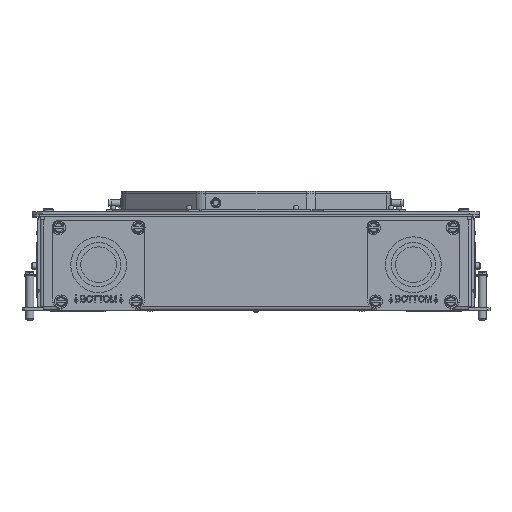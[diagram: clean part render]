
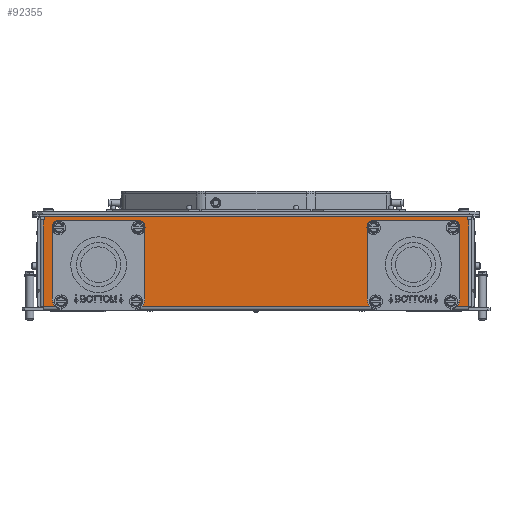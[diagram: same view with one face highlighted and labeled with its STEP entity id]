
A CAD part, top view. The second image highlights one B-rep face of the part: STEP entity #92355.
In plain terms, the highlighted planar face has unit normal (0, 0, 1).
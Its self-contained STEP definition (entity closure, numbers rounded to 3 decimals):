
#6936=CIRCLE('',#98312,0.156);
#6938=CIRCLE('',#98315,0.156);
#6941=CIRCLE('',#98319,0.35);
#6943=CIRCLE('',#98322,0.35);
#7067=CIRCLE('',#98616,0.35);
#7068=CIRCLE('',#98617,0.35);
#7069=CIRCLE('',#98618,0.156);
#7070=CIRCLE('',#98619,0.156);
#11959=FACE_OUTER_BOUND('',#17251,.T.);
#17251=EDGE_LOOP('',(#81112,#81113,#81114,#81115,#81116,#81117,#81118,#81119,
#81120,#81121,#81122,#81123,#81124,#81125,#81126,#81127,#81128,#81129,#81130,
#81131,#81132,#81133,#81134,#81135));
#23261=LINE('',#152760,#31666);
#23611=LINE('',#154775,#32016);
#23613=LINE('',#154778,#32018);
#23614=LINE('',#154783,#32019);
#23616=LINE('',#154787,#32021);
#23618=LINE('',#154790,#32023);
#23621=LINE('',#154797,#32026);
#24510=LINE('',#159567,#32915);
#24513=LINE('',#159572,#32918);
#24514=LINE('',#159576,#32919);
#25486=LINE('',#165061,#33891);
#25495=LINE('',#165076,#33900);
#25497=LINE('',#165079,#33902);
#25622=LINE('',#165574,#34027);
#25623=LINE('',#165578,#34028);
#25624=LINE('',#165581,#34029);
#31666=VECTOR('',#110005,0.394);
#32016=VECTOR('',#111127,0.394);
#32018=VECTOR('',#111131,0.394);
#32019=VECTOR('',#111136,0.394);
#32021=VECTOR('',#111138,0.394);
#32023=VECTOR('',#111140,0.394);
#32026=VECTOR('',#111151,0.394);
#32915=VECTOR('',#114044,0.394);
#32918=VECTOR('',#114049,0.394);
#32919=VECTOR('',#114056,0.394);
#33891=VECTOR('',#117210,0.394);
#33900=VECTOR('',#117223,0.394);
#33902=VECTOR('',#117227,0.394);
#34027=VECTOR('',#117782,0.394);
#34028=VECTOR('',#117785,0.394);
#34029=VECTOR('',#117788,0.394);
#39937=VERTEX_POINT('',#151451);
#39938=VERTEX_POINT('',#151455);
#40231=VERTEX_POINT('',#152757);
#40232=VERTEX_POINT('',#152759);
#40703=VERTEX_POINT('',#154774);
#40704=VERTEX_POINT('',#154780);
#40705=VERTEX_POINT('',#154782);
#40706=VERTEX_POINT('',#154784);
#40707=VERTEX_POINT('',#154786);
#40708=VERTEX_POINT('',#154788);
#41795=VERTEX_POINT('',#159566);
#41796=VERTEX_POINT('',#159570);
#42765=VERTEX_POINT('',#163945);
#42766=VERTEX_POINT('',#163947);
#42769=VERTEX_POINT('',#163954);
#42770=VERTEX_POINT('',#163956);
#42774=VERTEX_POINT('',#163966);
#42777=VERTEX_POINT('',#163973);
#43071=VERTEX_POINT('',#165569);
#43072=VERTEX_POINT('',#165571);
#43073=VERTEX_POINT('',#165573);
#43074=VERTEX_POINT('',#165575);
#43075=VERTEX_POINT('',#165577);
#43076=VERTEX_POINT('',#165579);
#51664=EDGE_CURVE('',#40231,#40232,#23261,.T.);
#52355=EDGE_CURVE('',#40703,#40232,#23611,.T.);
#52357=EDGE_CURVE('',#39937,#40703,#23613,.T.);
#52359=EDGE_CURVE('',#40705,#40704,#23614,.T.);
#52361=EDGE_CURVE('',#40707,#40706,#23616,.T.);
#52363=EDGE_CURVE('',#39938,#40708,#23618,.T.);
#52367=EDGE_CURVE('',#40704,#39937,#23621,.T.);
#54038=EDGE_CURVE('',#41795,#40231,#24510,.T.);
#54041=EDGE_CURVE('',#41796,#41795,#24513,.T.);
#54043=EDGE_CURVE('',#39938,#41796,#24514,.T.);
#55576=EDGE_CURVE('',#42766,#42765,#6936,.T.);
#55580=EDGE_CURVE('',#42770,#42769,#6938,.T.);
#55585=EDGE_CURVE('',#42774,#40707,#6941,.T.);
#55589=EDGE_CURVE('',#40708,#42777,#6943,.T.);
#55796=EDGE_CURVE('',#42777,#42766,#25486,.T.);
#55805=EDGE_CURVE('',#42769,#42774,#25495,.T.);
#55807=EDGE_CURVE('',#42765,#42770,#25497,.T.);
#56048=EDGE_CURVE('',#43071,#40705,#7067,.T.);
#56049=EDGE_CURVE('',#40706,#43072,#7068,.T.);
#56050=EDGE_CURVE('',#43072,#43073,#25622,.T.);
#56051=EDGE_CURVE('',#43073,#43074,#7069,.T.);
#56052=EDGE_CURVE('',#43074,#43075,#25623,.T.);
#56053=EDGE_CURVE('',#43075,#43076,#7070,.T.);
#56054=EDGE_CURVE('',#43076,#43071,#25624,.T.);
#81112=ORIENTED_EDGE('',*,*,#56048,.T.);
#81113=ORIENTED_EDGE('',*,*,#52359,.T.);
#81114=ORIENTED_EDGE('',*,*,#52367,.T.);
#81115=ORIENTED_EDGE('',*,*,#52357,.T.);
#81116=ORIENTED_EDGE('',*,*,#52355,.T.);
#81117=ORIENTED_EDGE('',*,*,#51664,.F.);
#81118=ORIENTED_EDGE('',*,*,#54038,.F.);
#81119=ORIENTED_EDGE('',*,*,#54041,.F.);
#81120=ORIENTED_EDGE('',*,*,#54043,.F.);
#81121=ORIENTED_EDGE('',*,*,#52363,.T.);
#81122=ORIENTED_EDGE('',*,*,#55589,.T.);
#81123=ORIENTED_EDGE('',*,*,#55796,.T.);
#81124=ORIENTED_EDGE('',*,*,#55576,.T.);
#81125=ORIENTED_EDGE('',*,*,#55807,.T.);
#81126=ORIENTED_EDGE('',*,*,#55580,.T.);
#81127=ORIENTED_EDGE('',*,*,#55805,.T.);
#81128=ORIENTED_EDGE('',*,*,#55585,.T.);
#81129=ORIENTED_EDGE('',*,*,#52361,.T.);
#81130=ORIENTED_EDGE('',*,*,#56049,.T.);
#81131=ORIENTED_EDGE('',*,*,#56050,.T.);
#81132=ORIENTED_EDGE('',*,*,#56051,.T.);
#81133=ORIENTED_EDGE('',*,*,#56052,.T.);
#81134=ORIENTED_EDGE('',*,*,#56053,.T.);
#81135=ORIENTED_EDGE('',*,*,#56054,.T.);
#87626=PLANE('',#98615);
#92355=ADVANCED_FACE('',(#11959),#87626,.F.);
#98312=AXIS2_PLACEMENT_3D('',#163948,#116861,#116862);
#98315=AXIS2_PLACEMENT_3D('',#163957,#116869,#116870);
#98319=AXIS2_PLACEMENT_3D('',#163967,#116879,#116880);
#98322=AXIS2_PLACEMENT_3D('',#163975,#116887,#116888);
#98615=AXIS2_PLACEMENT_3D('',#165568,#117776,#117777);
#98616=AXIS2_PLACEMENT_3D('',#165570,#117778,#117779);
#98617=AXIS2_PLACEMENT_3D('',#165572,#117780,#117781);
#98618=AXIS2_PLACEMENT_3D('',#165576,#117783,#117784);
#98619=AXIS2_PLACEMENT_3D('',#165580,#117786,#117787);
#110005=DIRECTION('',(1.,0.,0.));
#111127=DIRECTION('',(0.,1.,0.));
#111131=DIRECTION('',(-1.,0.,0.));
#111136=DIRECTION('',(1.,0.,0.));
#111138=DIRECTION('',(1.,0.,0.));
#111140=DIRECTION('',(1.,0.,0.));
#111151=DIRECTION('',(0.,1.,0.));
#114044=DIRECTION('',(0.,1.,0.));
#114049=DIRECTION('',(1.,0.,0.));
#114056=DIRECTION('',(0.,1.,0.));
#116861=DIRECTION('center_axis',(0.,0.,
-1.));
#116862=DIRECTION('ref_axis',(0.,1.,0.));
#116869=DIRECTION('center_axis',(0.,0.,
-1.));
#116870=DIRECTION('ref_axis',(0.,1.,0.));
#116879=DIRECTION('center_axis',(0.,0.,
-1.));
#116880=DIRECTION('ref_axis',(0.,1.,0.));
#116887=DIRECTION('center_axis',(0.,0.,
-1.));
#116888=DIRECTION('ref_axis',(0.,1.,0.));
#117210=DIRECTION('',(0.,1.,0.));
#117223=DIRECTION('',(0.,-1.,0.));
#117227=DIRECTION('',(1.,0.,0.));
#117776=DIRECTION('center_axis',(0.,0.,
-1.));
#117777=DIRECTION('ref_axis',(1.,0.,0.));
#117778=DIRECTION('center_axis',(0.,0.,
-1.));
#117779=DIRECTION('ref_axis',(0.,1.,0.));
#117780=DIRECTION('center_axis',(0.,0.,
-1.));
#117781=DIRECTION('ref_axis',(0.,1.,0.));
#117782=DIRECTION('',(0.,1.,0.));
#117783=DIRECTION('center_axis',(0.,0.,
-1.));
#117784=DIRECTION('ref_axis',(0.,1.,0.));
#117785=DIRECTION('',(1.,0.,0.));
#117786=DIRECTION('center_axis',(0.,0.,
-1.));
#117787=DIRECTION('ref_axis',(0.,1.,0.));
#117788=DIRECTION('',(0.,-1.,0.));
#151451=CARTESIAN_POINT('',(6.623,2.809,5.45));
#151455=CARTESIAN_POINT('',(-6.623,0.101,5.45));
#152757=CARTESIAN_POINT('',(-6.587,2.91,5.45));
#152759=CARTESIAN_POINT('',(6.587,2.91,5.45));
#152760=CARTESIAN_POINT('',(-0.365,2.91,5.45));
#154774=CARTESIAN_POINT('',(6.587,2.809,5.45));
#154775=CARTESIAN_POINT('',(6.587,2.133,5.45));
#154778=CARTESIAN_POINT('',(5.043,2.809,5.45));
#154780=CARTESIAN_POINT('',(6.623,0.101,5.45));
#154782=CARTESIAN_POINT('',(6.233,0.101,5.45));
#154783=CARTESIAN_POINT('',(3.362,0.101,5.45));
#154784=CARTESIAN_POINT('',(3.567,0.101,5.45));
#154786=CARTESIAN_POINT('',(-3.567,0.101,5.45));
#154787=CARTESIAN_POINT('',(3.362,0.101,5.45));
#154788=CARTESIAN_POINT('',(-6.233,0.101,5.45));
#154790=CARTESIAN_POINT('',(3.362,0.101,5.45));
#154797=CARTESIAN_POINT('',(6.623,0.779,5.45));
#159566=CARTESIAN_POINT('',(-6.587,2.809,5.45));
#159567=CARTESIAN_POINT('',(-6.587,2.133,5.45));
#159570=CARTESIAN_POINT('',(-6.623,2.809,5.45));
#159572=CARTESIAN_POINT('',(-5.043,2.809,5.45));
#159576=CARTESIAN_POINT('',(-6.623,0.779,5.45));
#163945=CARTESIAN_POINT('',(-6.182,2.78,5.45));
#163947=CARTESIAN_POINT('',(-6.338,2.624,5.45));
#163948=CARTESIAN_POINT('Origin',(-6.182,2.624,5.45));
#163954=CARTESIAN_POINT('',(-3.463,2.624,5.45));
#163956=CARTESIAN_POINT('',(-3.619,2.78,5.45));
#163957=CARTESIAN_POINT('Origin',(-3.619,2.624,5.45));
#163966=CARTESIAN_POINT('',(-3.463,0.35,5.45));
#163967=CARTESIAN_POINT('Origin',(-3.813,0.35,5.45));
#163973=CARTESIAN_POINT('',(-6.338,0.35,5.45));
#163975=CARTESIAN_POINT('Origin',(-5.988,0.35,5.45));
#165061=CARTESIAN_POINT('',(-6.338,0.729,5.45));
#165076=CARTESIAN_POINT('',(-3.463,2.119,5.45));
#165079=CARTESIAN_POINT('',(-1.488,2.78,5.45));
#165568=CARTESIAN_POINT('Origin',(3.362,1.457,5.45));
#165569=CARTESIAN_POINT('',(6.338,0.35,5.45));
#165570=CARTESIAN_POINT('Origin',(5.988,0.35,5.45));
#165571=CARTESIAN_POINT('',(3.463,0.35,5.45));
#165572=CARTESIAN_POINT('Origin',(3.813,0.35,5.45));
#165573=CARTESIAN_POINT('',(3.463,2.624,5.45));
#165574=CARTESIAN_POINT('',(3.463,0.729,5.45));
#165575=CARTESIAN_POINT('',(3.619,2.78,5.45));
#165576=CARTESIAN_POINT('Origin',(3.619,2.624,5.45));
#165577=CARTESIAN_POINT('',(6.182,2.78,5.45));
#165578=CARTESIAN_POINT('',(3.412,2.78,5.45));
#165579=CARTESIAN_POINT('',(6.338,2.624,5.45));
#165580=CARTESIAN_POINT('Origin',(6.182,2.624,5.45));
#165581=CARTESIAN_POINT('',(6.338,2.119,5.45));
